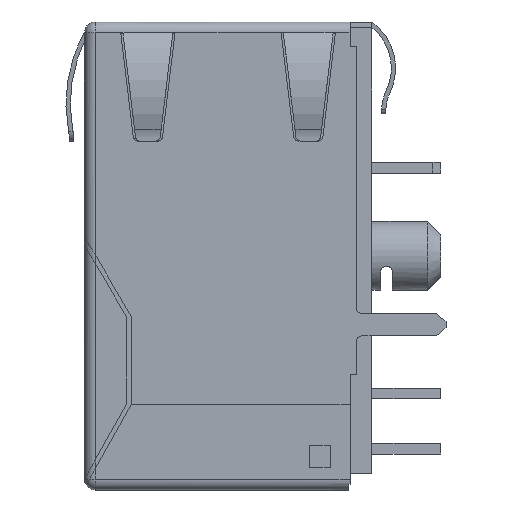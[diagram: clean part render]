
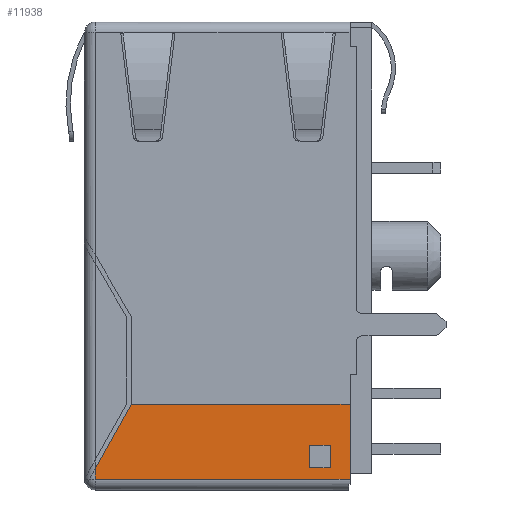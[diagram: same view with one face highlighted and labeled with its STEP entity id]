
A CAD part, left-side view. The second image highlights one B-rep face of the part: STEP entity #11938.
In plain terms, the highlighted planar face has unit normal (-1, 0, 0).
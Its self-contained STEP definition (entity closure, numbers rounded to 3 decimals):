
#58 = VECTOR ( 'NONE', #9529, 1000. ) ;
#367 = ORIENTED_EDGE ( 'NONE', *, *, #8691, .F. ) ;
#945 = CARTESIAN_POINT ( 'NONE',  ( -8.065, -3.624, 0. ) ) ;
#974 = LINE ( 'NONE', #1643, #12200 ) ;
#1568 = DIRECTION ( 'NONE',  ( 0., 1., 0. ) ) ;
#1643 = CARTESIAN_POINT ( 'NONE',  ( -8.065, -3.249, -20.575 ) ) ;
#1667 = ORIENTED_EDGE ( 'NONE', *, *, #12617, .F. ) ;
#1780 = LINE ( 'NONE', #3841, #7549 ) ;
#1796 = CARTESIAN_POINT ( 'NONE',  ( -8.065, 6.251, -21.59 ) ) ;
#2223 = VECTOR ( 'NONE', #9842, 1000. ) ;
#2261 = CARTESIAN_POINT ( 'NONE',  ( -8.065, -3.249, -17.642 ) ) ;
#2748 = VERTEX_POINT ( 'NONE', #5070 ) ;
#2793 = DIRECTION ( 'NONE',  ( 0., -1., 0. ) ) ;
#2868 = ORIENTED_EDGE ( 'NONE', *, *, #14023, .F. ) ;
#2894 = CARTESIAN_POINT ( 'NONE',  ( -8.065, 6.251, -21.09 ) ) ;
#2945 = LINE ( 'NONE', #5250, #58 ) ;
#3046 = VERTEX_POINT ( 'NONE', #8309 ) ;
#3299 = FACE_OUTER_BOUND ( 'NONE', #10940, .T. ) ;
#3330 = LINE ( 'NONE', #6319, #9399 ) ;
#3418 = CARTESIAN_POINT ( 'NONE',  ( -8.065, -3.624, -20.575 ) ) ;
#3587 = CARTESIAN_POINT ( 'NONE',  ( -8.065, -3.249, 0. ) ) ;
#3656 = VECTOR ( 'NONE', #10479, 1000. ) ;
#3841 = CARTESIAN_POINT ( 'NONE',  ( -8.065, -3.249, -21.09 ) ) ;
#3984 = AXIS2_PLACEMENT_3D ( 'NONE', #3587, #8945, #5762 ) ;
#3992 = LINE ( 'NONE', #1796, #3656 ) ;
#4146 = LINE ( 'NONE', #945, #9897 ) ;
#4644 = ORIENTED_EDGE ( 'NONE', *, *, #13944, .T. ) ;
#4675 = PLANE ( 'NONE',  #3984 ) ;
#4802 = ORIENTED_EDGE ( 'NONE', *, *, #9958, .F. ) ;
#5058 = VERTEX_POINT ( 'NONE', #7753 ) ;
#5070 = CARTESIAN_POINT ( 'NONE',  ( -8.065, -5.502, -21.09 ) ) ;
#5244 = DIRECTION ( 'NONE',  ( 0., -0.489, 0.872 ) ) ;
#5250 = CARTESIAN_POINT ( 'NONE',  ( -8.065, -5.502, 0. ) ) ;
#5762 = DIRECTION ( 'NONE',  ( 0., 0., -1. ) ) ;
#6139 = VECTOR ( 'NONE', #11759, 1000. ) ;
#6251 = CARTESIAN_POINT ( 'NONE',  ( -8.065, -4.593, -20.575 ) ) ;
#6270 = LINE ( 'NONE', #12410, #8788 ) ;
#6319 = CARTESIAN_POINT ( 'NONE',  ( -8.065, -4.806, -0.873 ) ) ;
#6646 = VERTEX_POINT ( 'NONE', #6251 ) ;
#6707 = VERTEX_POINT ( 'NONE', #12302 ) ;
#6770 = CARTESIAN_POINT ( 'NONE',  ( -8.065, 6.251, -20.607 ) ) ;
#7014 = CARTESIAN_POINT ( 'NONE',  ( -8.065, 4.59, -17.642 ) ) ;
#7549 = VECTOR ( 'NONE', #11439, 1000. ) ;
#7641 = LINE ( 'NONE', #2261, #2223 ) ;
#7753 = CARTESIAN_POINT ( 'NONE',  ( -8.065, -4.593, -19.519 ) ) ;
#7807 = VERTEX_POINT ( 'NONE', #6770 ) ;
#7923 = EDGE_CURVE ( 'NONE', #5058, #3046, #6270, .T. ) ;
#8309 = CARTESIAN_POINT ( 'NONE',  ( -8.065, -3.624, -19.519 ) ) ;
#8473 = DIRECTION ( 'NONE',  ( 0., 0., -1. ) ) ;
#8563 = EDGE_CURVE ( 'NONE', #6646, #5058, #11915, .T. ) ;
#8691 = EDGE_CURVE ( 'NONE', #12352, #6707, #7641, .T. ) ;
#8788 = VECTOR ( 'NONE', #1568, 1000. ) ;
#8936 = ORIENTED_EDGE ( 'NONE', *, *, #12585, .T. ) ;
#8945 = DIRECTION ( 'NONE',  ( 1., 0., 0. ) ) ;
#9399 = VECTOR ( 'NONE', #5244, 1000. ) ;
#9529 = DIRECTION ( 'NONE',  ( 0., 0., 1. ) ) ;
#9842 = DIRECTION ( 'NONE',  ( 0., -1., 0. ) ) ;
#9897 = VECTOR ( 'NONE', #8473, 1000. ) ;
#9925 = ORIENTED_EDGE ( 'NONE', *, *, #8563, .F. ) ;
#9958 = EDGE_CURVE ( 'NONE', #11214, #6646, #974, .T. ) ;
#10479 = DIRECTION ( 'NONE',  ( 0., 0., -1. ) ) ;
#10940 = EDGE_LOOP ( 'NONE', ( #367, #2868, #4644, #13388, #8936 ) ) ;
#11214 = VERTEX_POINT ( 'NONE', #3418 ) ;
#11439 = DIRECTION ( 'NONE',  ( 0., -1., 0. ) ) ;
#11759 = DIRECTION ( 'NONE',  ( 0., 0., 1. ) ) ;
#11915 = LINE ( 'NONE', #13983, #6139 ) ;
#11938 = ADVANCED_FACE ( 'NONE', ( #11958, #3299 ), #4675, .F. ) ;
#11958 = FACE_BOUND ( 'NONE', #13335, .T. ) ;
#12200 = VECTOR ( 'NONE', #2793, 1000. ) ;
#12302 = CARTESIAN_POINT ( 'NONE',  ( -8.065, -5.502, -17.642 ) ) ;
#12352 = VERTEX_POINT ( 'NONE', #7014 ) ;
#12410 = CARTESIAN_POINT ( 'NONE',  ( -8.065, -3.249, -19.519 ) ) ;
#12585 = EDGE_CURVE ( 'NONE', #2748, #6707, #2945, .T. ) ;
#12617 = EDGE_CURVE ( 'NONE', #3046, #11214, #4146, .T. ) ;
#13335 = EDGE_LOOP ( 'NONE', ( #13430, #9925, #4802, #1667 ) ) ;
#13388 = ORIENTED_EDGE ( 'NONE', *, *, #13859, .T. ) ;
#13430 = ORIENTED_EDGE ( 'NONE', *, *, #7923, .F. ) ;
#13859 = EDGE_CURVE ( 'NONE', #13948, #2748, #1780, .T. ) ;
#13944 = EDGE_CURVE ( 'NONE', #7807, #13948, #3992, .T. ) ;
#13948 = VERTEX_POINT ( 'NONE', #2894 ) ;
#13983 = CARTESIAN_POINT ( 'NONE',  ( -8.065, -4.593, 0. ) ) ;
#14023 = EDGE_CURVE ( 'NONE', #7807, #12352, #3330, .T. ) ;
